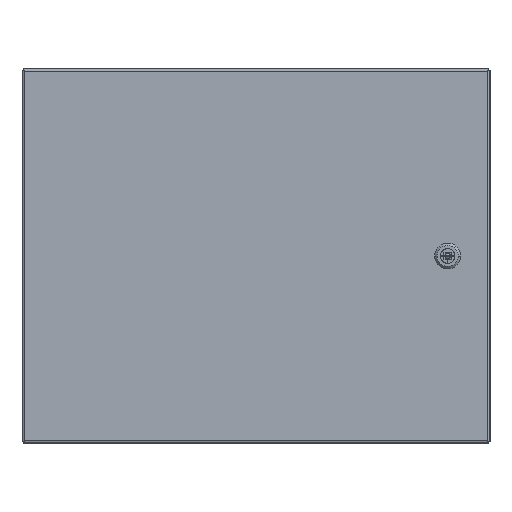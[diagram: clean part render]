
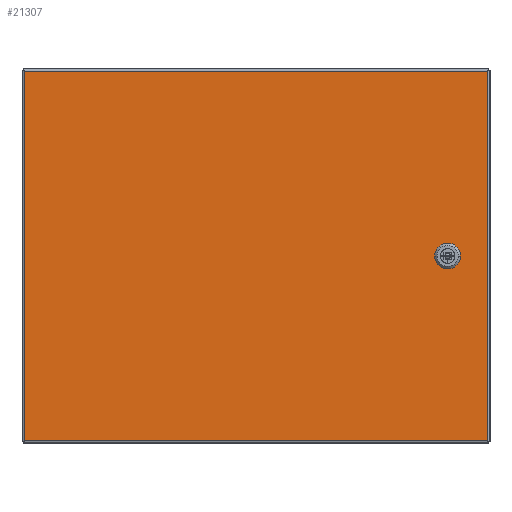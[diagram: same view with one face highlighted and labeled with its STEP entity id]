
A CAD part, front view. The second image highlights one B-rep face of the part: STEP entity #21307.
In plain terms, the highlighted planar face has unit normal (0, -1, 0).
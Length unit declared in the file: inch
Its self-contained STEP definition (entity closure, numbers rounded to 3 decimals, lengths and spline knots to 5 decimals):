
#22 = CARTESIAN_POINT ( 'NONE',  ( 8.422, -10.822, 0.395 ) ) ;
#296 = DIRECTION ( 'NONE',  ( 0., 0., -1. ) ) ;
#334 = VECTOR ( 'NONE', #4241, 39.37008 ) ;
#339 = VERTEX_POINT ( 'NONE', #22 ) ;
#418 = ORIENTED_EDGE ( 'NONE', *, *, #8230, .T. ) ;
#499 = ORIENTED_EDGE ( 'NONE', *, *, #11271, .T. ) ;
#886 = CARTESIAN_POINT ( 'NONE',  ( 8.5865, -10.822, -0.2315 ) ) ;
#1406 = CARTESIAN_POINT ( 'NONE',  ( 7.96, -10.822, -0.396 ) ) ;
#1627 = CARTESIAN_POINT ( 'NONE',  ( 9.901, -10.822, 7.898 ) ) ;
#1902 = AXIS2_PLACEMENT_3D ( 'NONE', #8532, #15123, #296 ) ;
#1916 = PLANE ( 'NONE',  #1902 ) ;
#1919 = CARTESIAN_POINT ( 'NONE',  ( 9.901, -10.822, -7.899 ) ) ;
#2061 = DIRECTION ( 'NONE',  ( 0., 0., 1. ) ) ;
#2065 = ORIENTED_EDGE ( 'NONE', *, *, #9011, .T. ) ;
#2365 = DIRECTION ( 'NONE',  ( 0., 0., 1. ) ) ;
#2767 = EDGE_CURVE ( 'NONE', #17092, #5176, #17188, .T. ) ;
#3270 = VECTOR ( 'NONE', #14574, 39.37008 ) ;
#3474 = VECTOR ( 'NONE', #3643, 39.37008 ) ;
#3537 = FACE_OUTER_BOUND ( 'NONE', #9217, .T. ) ;
#3588 = CARTESIAN_POINT ( 'NONE',  ( 8.5865, -10.822, -0.2315 ) ) ;
#3643 = DIRECTION ( 'NONE',  ( -1., 0., 0. ) ) ;
#3681 = VERTEX_POINT ( 'NONE', #21050 ) ;
#3994 = CARTESIAN_POINT ( 'NONE',  ( 8.422, -10.822, 0.395 ) ) ;
#4075 = CARTESIAN_POINT ( 'NONE',  ( -9.896, -10.822, 7.898 ) ) ;
#4219 = CARTESIAN_POINT ( 'NONE',  ( 8.5865, -10.822, 0.2305 ) ) ;
#4241 = DIRECTION ( 'NONE',  ( -1., 0., 0. ) ) ;
#4573 = DIRECTION ( 'NONE',  ( 1., 0., 0. ) ) ;
#5046 = VECTOR ( 'NONE', #12590, 39.37008 ) ;
#5176 = VERTEX_POINT ( 'NONE', #1627 ) ;
#6011 = CARTESIAN_POINT ( 'NONE',  ( 8.5865, -10.822, -0.2315 ) ) ;
#6258 = ORIENTED_EDGE ( 'NONE', *, *, #8073, .T. ) ;
#6410 = ORIENTED_EDGE ( 'NONE', *, *, #17359, .T. ) ;
#6775 = VECTOR ( 'NONE', #2365, 39.37008 ) ;
#6845 = DIRECTION ( 'NONE',  ( 0., 0., -1. ) ) ;
#7355 = CARTESIAN_POINT ( 'NONE',  ( 9.901, -10.822, -7.899 ) ) ;
#7490 = ORIENTED_EDGE ( 'NONE', *, *, #2767, .T. ) ;
#7656 = LINE ( 'NONE', #6011, #5046 ) ;
#7817 = EDGE_CURVE ( 'NONE', #17617, #19501, #18090, .T. ) ;
#8073 = EDGE_CURVE ( 'NONE', #18561, #17092, #15940, .T. ) ;
#8230 = EDGE_CURVE ( 'NONE', #15692, #3681, #19446, .T. ) ;
#8345 = ORIENTED_EDGE ( 'NONE', *, *, #7817, .T. ) ;
#8360 = LINE ( 'NONE', #16768, #14475 ) ;
#8532 = CARTESIAN_POINT ( 'NONE',  ( -9.896, -10.822, -7.899 ) ) ;
#8658 = ORIENTED_EDGE ( 'NONE', *, *, #12910, .T. ) ;
#8680 = CARTESIAN_POINT ( 'NONE',  ( 7.7955, -10.822, 0.2305 ) ) ;
#9011 = EDGE_CURVE ( 'NONE', #10864, #15692, #8360, .T. ) ;
#9017 = DIRECTION ( 'NONE',  ( 0.707, 0., -0.707 ) ) ;
#9077 = CARTESIAN_POINT ( 'NONE',  ( 8.422, -10.822, -0.396 ) ) ;
#9191 = VERTEX_POINT ( 'NONE', #1406 ) ;
#9217 = EDGE_LOOP ( 'NONE', ( #7490, #17020, #10671, #6258 ) ) ;
#9345 = LINE ( 'NONE', #19275, #334 ) ;
#10240 = ORIENTED_EDGE ( 'NONE', *, *, #12623, .T. ) ;
#10671 = ORIENTED_EDGE ( 'NONE', *, *, #18528, .T. ) ;
#10864 = VERTEX_POINT ( 'NONE', #16816 ) ;
#11271 = EDGE_CURVE ( 'NONE', #339, #17617, #15817, .T. ) ;
#11979 = VECTOR ( 'NONE', #6845, 39.37008 ) ;
#12199 = EDGE_CURVE ( 'NONE', #5176, #13767, #9345, .T. ) ;
#12590 = DIRECTION ( 'NONE',  ( -0.707, 0., -0.707 ) ) ;
#12623 = EDGE_CURVE ( 'NONE', #3681, #339, #18807, .T. ) ;
#12701 = VECTOR ( 'NONE', #16565, 39.37008 ) ;
#12910 = EDGE_CURVE ( 'NONE', #21419, #9191, #18357, .T. ) ;
#13767 = VERTEX_POINT ( 'NONE', #4075 ) ;
#14475 = VECTOR ( 'NONE', #2061, 39.37008 ) ;
#14574 = DIRECTION ( 'NONE',  ( -0.707, 0., 0.707 ) ) ;
#15123 = DIRECTION ( 'NONE',  ( 0., -1., 0. ) ) ;
#15692 = VERTEX_POINT ( 'NONE', #8680 ) ;
#15817 = LINE ( 'NONE', #20908, #20002 ) ;
#15940 = LINE ( 'NONE', #20915, #18918 ) ;
#16050 = CARTESIAN_POINT ( 'NONE',  ( -9.896, -10.822, -7.899 ) ) ;
#16495 = CARTESIAN_POINT ( 'NONE',  ( 7.96, -10.822, 0.395 ) ) ;
#16565 = DIRECTION ( 'NONE',  ( 0., 0., -1. ) ) ;
#16606 = CARTESIAN_POINT ( 'NONE',  ( 7.7955, -10.822, -0.2315 ) ) ;
#16735 = FACE_BOUND ( 'NONE', #17128, .T. ) ;
#16768 = CARTESIAN_POINT ( 'NONE',  ( 7.7955, -10.822, 0.2305 ) ) ;
#16816 = CARTESIAN_POINT ( 'NONE',  ( 7.7955, -10.822, -0.2315 ) ) ;
#17020 = ORIENTED_EDGE ( 'NONE', *, *, #12199, .T. ) ;
#17092 = VERTEX_POINT ( 'NONE', #1919 ) ;
#17128 = EDGE_LOOP ( 'NONE', ( #2065, #418, #10240, #499, #8345, #6410, #8658, #20568 ) ) ;
#17188 = LINE ( 'NONE', #7355, #6775 ) ;
#17359 = EDGE_CURVE ( 'NONE', #19501, #21419, #7656, .T. ) ;
#17617 = VERTEX_POINT ( 'NONE', #4219 ) ;
#17675 = LINE ( 'NONE', #16050, #12701 ) ;
#17805 = LINE ( 'NONE', #16606, #3270 ) ;
#18090 = LINE ( 'NONE', #3588, #11979 ) ;
#18227 = VECTOR ( 'NONE', #19757, 39.37008 ) ;
#18357 = LINE ( 'NONE', #18569, #3474 ) ;
#18528 = EDGE_CURVE ( 'NONE', #13767, #18561, #17675, .T. ) ;
#18561 = VERTEX_POINT ( 'NONE', #19404 ) ;
#18569 = CARTESIAN_POINT ( 'NONE',  ( 7.96, -10.822, -0.396 ) ) ;
#18807 = LINE ( 'NONE', #3994, #21103 ) ;
#18918 = VECTOR ( 'NONE', #4573, 39.37008 ) ;
#19033 = DIRECTION ( 'NONE',  ( 1., 0., 0. ) ) ;
#19275 = CARTESIAN_POINT ( 'NONE',  ( -9.896, -10.822, 7.898 ) ) ;
#19404 = CARTESIAN_POINT ( 'NONE',  ( -9.896, -10.822, -7.899 ) ) ;
#19446 = LINE ( 'NONE', #16495, #18227 ) ;
#19501 = VERTEX_POINT ( 'NONE', #886 ) ;
#19757 = DIRECTION ( 'NONE',  ( 0.707, 0., 0.707 ) ) ;
#20002 = VECTOR ( 'NONE', #9017, 39.37008 ) ;
#20568 = ORIENTED_EDGE ( 'NONE', *, *, #20621, .T. ) ;
#20621 = EDGE_CURVE ( 'NONE', #9191, #10864, #17805, .T. ) ;
#20908 = CARTESIAN_POINT ( 'NONE',  ( 8.422, -10.822, 0.395 ) ) ;
#20915 = CARTESIAN_POINT ( 'NONE',  ( -9.896, -10.822, -7.899 ) ) ;
#21050 = CARTESIAN_POINT ( 'NONE',  ( 7.96, -10.822, 0.395 ) ) ;
#21103 = VECTOR ( 'NONE', #19033, 39.37008 ) ;
#21307 = ADVANCED_FACE ( 'NONE', ( #3537, #16735 ), #1916, .T. ) ;
#21419 = VERTEX_POINT ( 'NONE', #9077 ) ;
